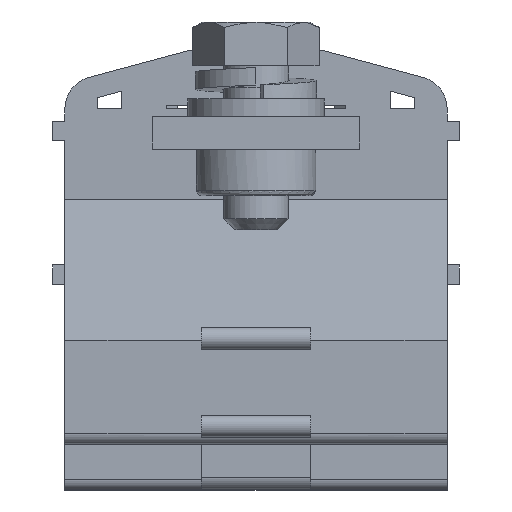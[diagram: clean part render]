
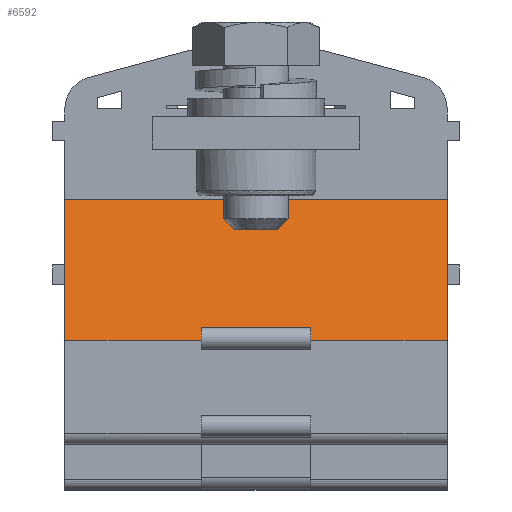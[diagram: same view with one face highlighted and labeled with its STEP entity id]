
A CAD part, left-side view. The second image highlights one B-rep face of the part: STEP entity #6592.
In plain terms, the highlighted planar face has unit normal (-0.966, 0, 0.259).
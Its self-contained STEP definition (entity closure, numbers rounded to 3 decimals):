
#215=PLANE('',#7011);
#397=LINE('',#9764,#786);
#522=LINE('',#10041,#911);
#564=LINE('',#10131,#953);
#565=LINE('',#10134,#954);
#566=LINE('',#10136,#955);
#567=LINE('',#10137,#956);
#568=LINE('',#10139,#957);
#569=LINE('',#10141,#958);
#786=VECTOR('',#7788,1000.);
#911=VECTOR('',#8037,1000.);
#953=VECTOR('',#8121,1000.);
#954=VECTOR('',#8122,1000.);
#955=VECTOR('',#8123,1000.);
#956=VECTOR('',#8124,1000.);
#957=VECTOR('',#8125,1000.);
#958=VECTOR('',#8126,1000.);
#2158=ORIENTED_EDGE('',*,*,#3005,.F.);
#2159=ORIENTED_EDGE('',*,*,#3006,.T.);
#2160=ORIENTED_EDGE('',*,*,#3007,.F.);
#2161=ORIENTED_EDGE('',*,*,#2958,.F.);
#2162=ORIENTED_EDGE('',*,*,#2818,.T.);
#2163=ORIENTED_EDGE('',*,*,#3008,.T.);
#2164=ORIENTED_EDGE('',*,*,#3009,.T.);
#2165=ORIENTED_EDGE('',*,*,#3010,.F.);
#2818=EDGE_CURVE('',#3366,#3365,#397,.T.);
#2958=EDGE_CURVE('',#3366,#3456,#522,.T.);
#3005=EDGE_CURVE('',#3483,#3484,#564,.T.);
#3006=EDGE_CURVE('',#3483,#3485,#565,.T.);
#3007=EDGE_CURVE('',#3456,#3485,#566,.T.);
#3008=EDGE_CURVE('',#3365,#3486,#567,.T.);
#3009=EDGE_CURVE('',#3486,#3487,#568,.T.);
#3010=EDGE_CURVE('',#3484,#3487,#569,.T.);
#3365=VERTEX_POINT('',#9763);
#3366=VERTEX_POINT('',#9765);
#3456=VERTEX_POINT('',#10042);
#3483=VERTEX_POINT('',#10132);
#3484=VERTEX_POINT('',#10133);
#3485=VERTEX_POINT('',#10135);
#3486=VERTEX_POINT('',#10138);
#3487=VERTEX_POINT('',#10140);
#4005=EDGE_LOOP('',(#2158,#2159,#2160,#2161,#2162,#2163,#2164,#2165));
#4339=FACE_BOUND('',#4005,.T.);
#6592=ADVANCED_FACE('',(#4339),#215,.T.);
#7011=AXIS2_PLACEMENT_3D('',#10130,#8119,#8120);
#7788=DIRECTION('',(-0.259,0.,-0.966));
#8037=DIRECTION('',(0.,-1.,0.));
#8119=DIRECTION('',(-0.966,0.,0.259));
#8120=DIRECTION('',(0.259,0.,0.966));
#8121=DIRECTION('',(0.259,0.,0.966));
#8122=DIRECTION('',(0.,-1.,0.));
#8123=DIRECTION('',(-0.259,0.,-0.966));
#8124=DIRECTION('',(0.,-1.,0.));
#8125=DIRECTION('',(0.259,0.,0.966));
#8126=DIRECTION('',(0.,1.,0.));
#9763=CARTESIAN_POINT('',(-43.45,35.,-26.476));
#9764=CARTESIAN_POINT('',(-40.,35.,-13.6));
#9765=CARTESIAN_POINT('',(-40.,35.,-13.6));
#10041=CARTESIAN_POINT('',(-40.,35.,-13.6));
#10042=CARTESIAN_POINT('',(-40.,0.,-13.6));
#10130=CARTESIAN_POINT('',(-40.,35.,-13.6));
#10131=CARTESIAN_POINT('',(-44.209,12.5,-29.307));
#10132=CARTESIAN_POINT('',(-43.45,12.5,-26.476));
#10133=CARTESIAN_POINT('',(-43.148,12.5,-25.35));
#10134=CARTESIAN_POINT('',(-43.45,35.,-26.476));
#10135=CARTESIAN_POINT('',(-43.45,0.,-26.476));
#10136=CARTESIAN_POINT('',(-40.,0.,-13.6));
#10137=CARTESIAN_POINT('',(-43.45,35.,-26.476));
#10138=CARTESIAN_POINT('',(-43.45,22.5,-26.476));
#10139=CARTESIAN_POINT('',(-44.209,22.5,-29.307));
#10140=CARTESIAN_POINT('',(-43.148,22.5,-25.35));
#10141=CARTESIAN_POINT('',(-43.148,22.5,-25.35));
